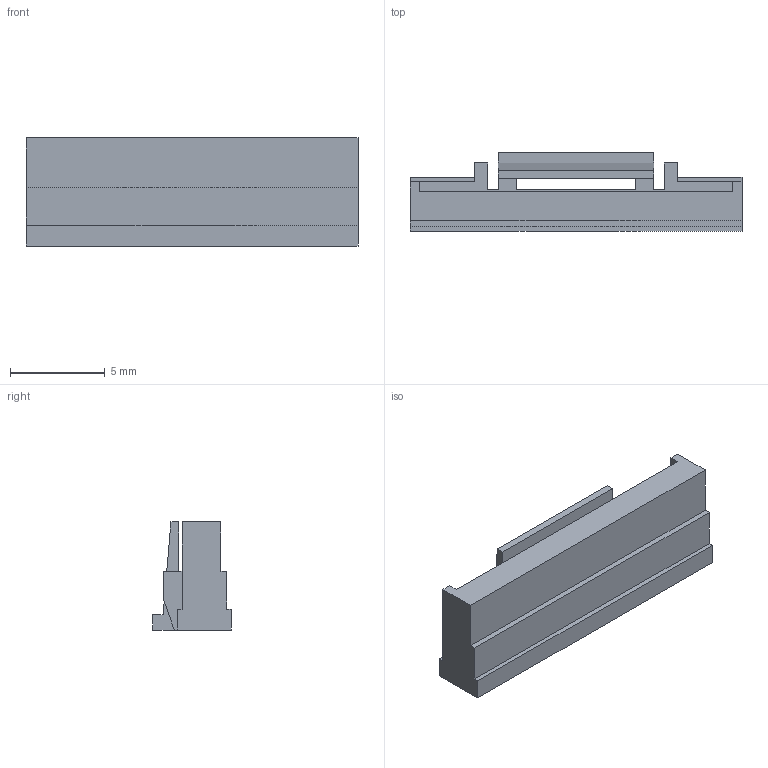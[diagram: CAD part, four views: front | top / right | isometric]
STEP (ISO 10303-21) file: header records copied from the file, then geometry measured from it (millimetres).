
FILE_DESCRIPTION (( 'STEP AP214' ), '1' );
FILE_NAME ('GHR-13V-S.STEP', '2017-06-28T07:49:30', ( '' ), ( '' ), 'SwSTEP 2.0', 'SolidWorks 2012', '' );
FILE_SCHEMA (( 'AUTOMOTIVE_DESIGN' ));
Length unit declared in the file: millimetre
Products named in the file (1): GHR-13V-S
Bounding box: 17.5 x 4.15 x 5.7 mm (x, y, z)
Volume: 226.4 mm3; surface area: 477.5 mm2
Topology: 1 solids, 1 shells, 105 faces, 276 edges, 184 vertices
Faces by surface type: plane 105
Entity records: 3208 total; most frequent: CARTESIAN_POINT 566, ORIENTED_EDGE 552, DIRECTION 488, EDGE_CURVE 276, VECTOR 276, LINE 276, VERTEX_POINT 184, EDGE_LOOP 118
